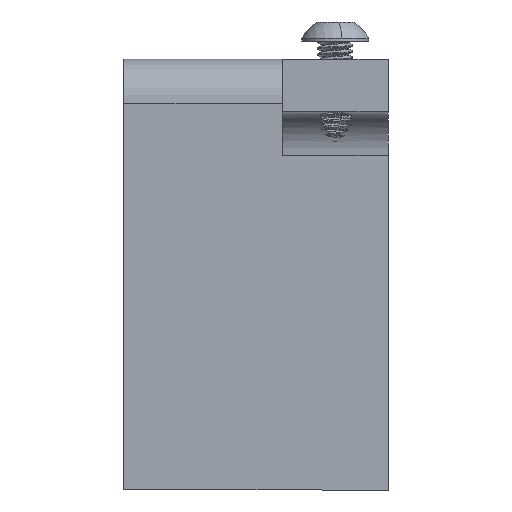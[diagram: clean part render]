
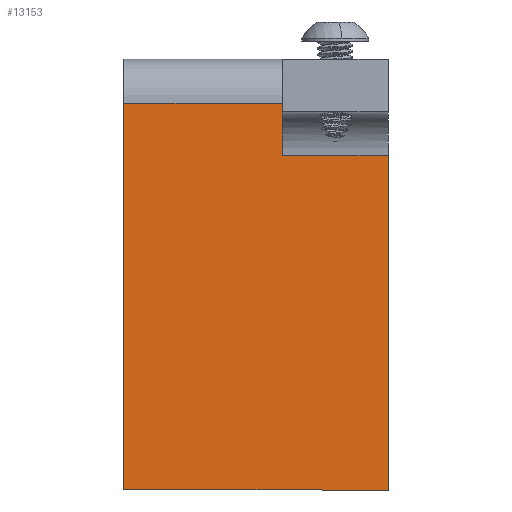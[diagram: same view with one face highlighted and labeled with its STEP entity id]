
A CAD part, front view. The second image highlights one B-rep face of the part: STEP entity #13153.
In plain terms, the highlighted planar face has unit normal (0, -1, 0).
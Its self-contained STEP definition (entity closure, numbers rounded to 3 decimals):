
#1784 = CARTESIAN_POINT ( 'NONE',  ( 89.572, 12.621, -48.135 ) ) ;
#2593 = CARTESIAN_POINT ( 'NONE',  ( 59.572, 12.621, -48.135 ) ) ;
#3359 = LINE ( 'NONE', #35681, #10702 ) ;
#3731 = EDGE_CURVE ( 'Defeatured_0_11+Defeatured_0_66+Defeatured_0_60+Defeatured_0_58', #12744, #37177, #36630, .T. ) ;
#3777 = VERTEX_POINT ( 'NONE', #25463 ) ;
#5308 = DIRECTION ( 'NONE',  ( -1., 0., 0. ) ) ;
#6440 = CARTESIAN_POINT ( 'NONE',  ( 89.572, 12.621, -59.135 ) ) ;
#6504 = EDGE_CURVE ( 'Defeatured_0_32+Defeatured_0_11+Defeatured_0_57+Defeatured_0_58', #3777, #16004, #24382, .T. ) ;
#7939 = VECTOR ( 'NONE', #12149, 1000. ) ;
#8379 = ORIENTED_EDGE ( 'NONE', *, *, #26582, .T. ) ;
#8729 = CARTESIAN_POINT ( 'NONE',  ( 59.572, 12.621, -53.135 ) ) ;
#9603 = CARTESIAN_POINT ( 'NONE',  ( 89.572, 12.621, -59.135 ) ) ;
#10270 = VECTOR ( 'NONE', #31102, 1000. ) ;
#10665 = ORIENTED_EDGE ( 'NONE', *, *, #3731, .T. ) ;
#10702 = VECTOR ( 'NONE', #35299, 1000. ) ;
#11743 = ORIENTED_EDGE ( 'NONE', *, *, #20453, .F. ) ;
#12149 = DIRECTION ( 'NONE',  ( -1., 0., 0. ) ) ;
#12744 = VERTEX_POINT ( 'NONE', #17661 ) ;
#13153 = ADVANCED_FACE ( 'Defeatured_0_11', ( #21283 ), #19311, .F. ) ;
#13500 = CARTESIAN_POINT ( 'NONE',  ( 89.572, 12.621, -48.135 ) ) ;
#14265 = EDGE_CURVE ( 'Defeatured_0_57+Defeatured_0_11+Defeatured_0_20+Defeatured_0_32', #27554, #3777, #33640, .T. ) ;
#15346 = CARTESIAN_POINT ( 'NONE',  ( 89.572, 12.621, -97.03 ) ) ;
#15637 = VECTOR ( 'NONE', #21256, 1000. ) ;
#16004 = VERTEX_POINT ( 'NONE', #29760 ) ;
#16413 = VERTEX_POINT ( 'NONE', #25511 ) ;
#17661 = CARTESIAN_POINT ( 'NONE',  ( 77.572, 12.621, -53.135 ) ) ;
#18943 = AXIS2_PLACEMENT_3D ( 'NONE', #1784, #36922, #22373 ) ;
#19311 = PLANE ( 'NONE',  #18943 ) ;
#20453 = EDGE_CURVE ( 'Defeatured_0_60+Defeatured_0_11+Defeatured_0_66+Defeatured_0_20', #12744, #16413, #3359, .T. ) ;
#21256 = DIRECTION ( 'NONE',  ( -1., 0., 0. ) ) ;
#21283 = FACE_OUTER_BOUND ( 'NONE', #32376, .T. ) ;
#22373 = DIRECTION ( 'NONE',  ( 0., 0., 1. ) ) ;
#22788 = ORIENTED_EDGE ( 'NONE', *, *, #27638, .T. ) ;
#22931 = VECTOR ( 'NONE', #5308, 1000. ) ;
#22956 = LINE ( 'NONE', #6440, #15637 ) ;
#24382 = LINE ( 'NONE', #15346, #7939 ) ;
#25463 = CARTESIAN_POINT ( 'NONE',  ( 89.572, 12.621, -97.03 ) ) ;
#25511 = CARTESIAN_POINT ( 'NONE',  ( 77.572, 12.621, -59.135 ) ) ;
#26582 = EDGE_CURVE ( 'Defeatured_0_11+Defeatured_0_58+Defeatured_0_66+Defeatured_0_32', #37177, #16004, #31153, .T. ) ;
#27554 = VERTEX_POINT ( 'NONE', #9603 ) ;
#27638 = EDGE_CURVE ( 'Defeatured_0_11+Defeatured_0_20+Defeatured_0_57+Defeatured_0_60', #27554, #16413, #22956, .T. ) ;
#29760 = CARTESIAN_POINT ( 'NONE',  ( 59.572, 12.621, -97.03 ) ) ;
#31102 = DIRECTION ( 'NONE',  ( 0., 0., -1. ) ) ;
#31153 = LINE ( 'NONE', #2593, #32977 ) ;
#31591 = CARTESIAN_POINT ( 'NONE',  ( 89.572, 12.621, -53.135 ) ) ;
#31685 = ORIENTED_EDGE ( 'NONE', *, *, #6504, .F. ) ;
#31722 = DIRECTION ( 'NONE',  ( 0., 0., -1. ) ) ;
#32376 = EDGE_LOOP ( 'NONE', ( #11743, #10665, #8379, #31685, #35560, #22788 ) ) ;
#32977 = VECTOR ( 'NONE', #31722, 1000. ) ;
#33640 = LINE ( 'NONE', #13500, #10270 ) ;
#35299 = DIRECTION ( 'NONE',  ( 0., 0., -1. ) ) ;
#35560 = ORIENTED_EDGE ( 'NONE', *, *, #14265, .F. ) ;
#35681 = CARTESIAN_POINT ( 'NONE',  ( 77.572, 12.621, -48.135 ) ) ;
#36630 = LINE ( 'NONE', #31591, #22931 ) ;
#36922 = DIRECTION ( 'NONE',  ( 0., 1., 0. ) ) ;
#37177 = VERTEX_POINT ( 'NONE', #8729 ) ;
